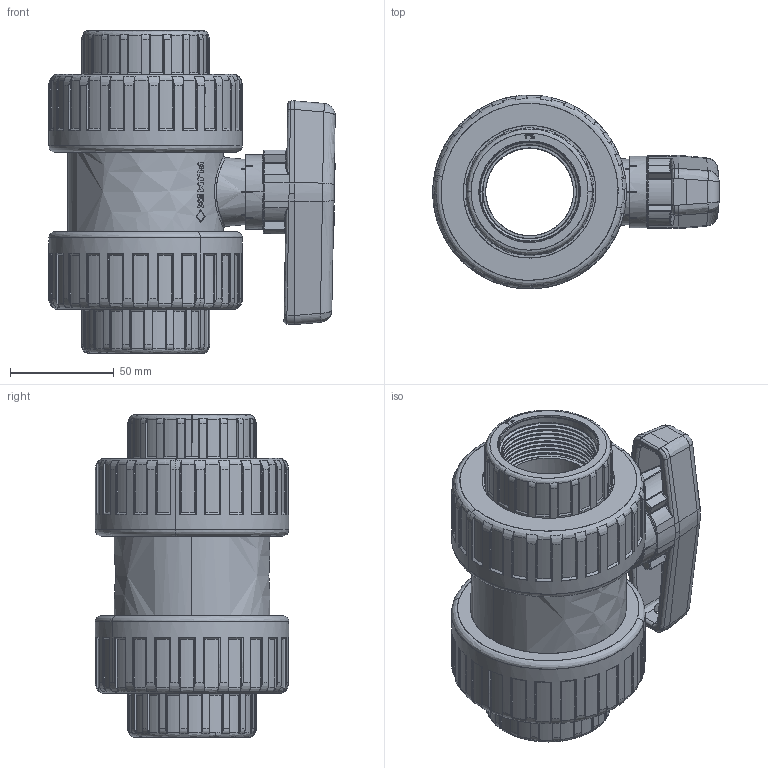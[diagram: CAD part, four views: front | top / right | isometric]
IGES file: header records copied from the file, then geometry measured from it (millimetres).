
Start section: SolidWorks IGES file using NURBS representation for surfaces
Global section: file name: 02612077150.IGS; native system: SolidWorks 2021; preprocessor: SolidWorks 2021; author: DMorais; date: 220519.163755; units: millimetre
Bounding box: 138.27 x 93.46 x 155.72 mm (x, y, z)
Surface area: 98416.9 mm2 (no closed solid volume)
Topology: 0 solids, 0 shells, 1814 faces, 19581 edges, 19556 vertices
Faces by surface type: bspline 1814
